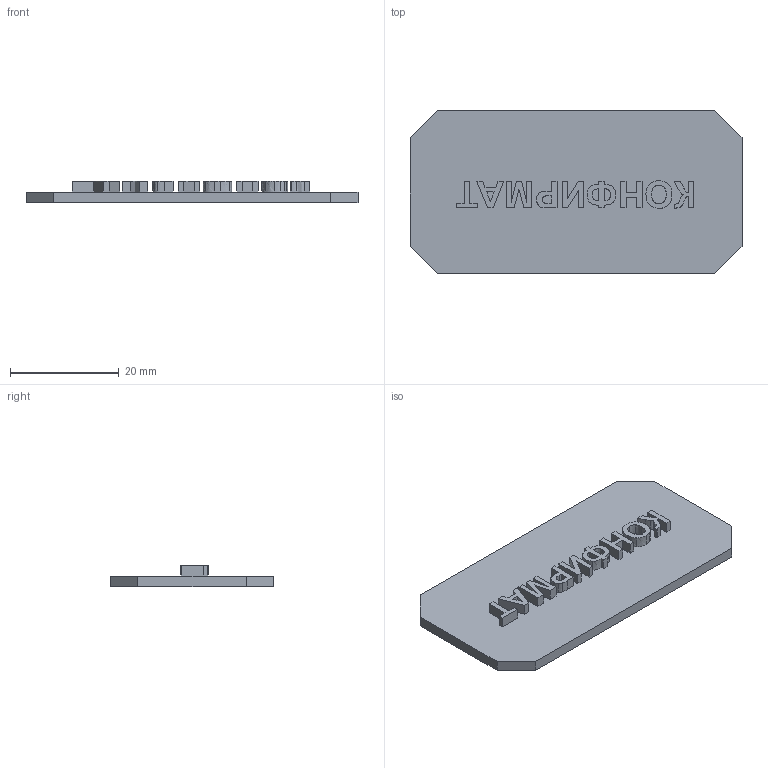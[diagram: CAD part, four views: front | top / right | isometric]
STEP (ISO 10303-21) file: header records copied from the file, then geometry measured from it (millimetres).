
FILE_DESCRIPTION(('STEP AP242'), '1');
FILE_NAME('ItemScrewBoxTag', '', ('UNSPECIFIED'), ('UNSPECIFIED'), 'C3D Converter', 'C3D Toolkit', '');
FILE_SCHEMA(('AP242_MANAGED_MODEL_BASED_3D_ENGINEERING_MIM_LF { 1 0 10303 442 1 1 4 }'));
Length unit declared in the file: millimetre
Bounding box: 61 x 30 x 4 mm (x, y, z)
Volume: 3771.9 mm3; surface area: 4370.2 mm2
Topology: 1 solids, 1 shells, 166 faces, 450 edges, 300 vertices
Faces by surface type: plane 104, extrusion 62
Entity records: 5273 total; most frequent: CARTESIAN_POINT 1289, ORIENTED_EDGE 900, DIRECTION 598, EDGE_CURVE 450, VECTOR 388, LINE 326, VERTEX_POINT 300, B_SPLINE_CURVE_WITH_KNOTS 186
